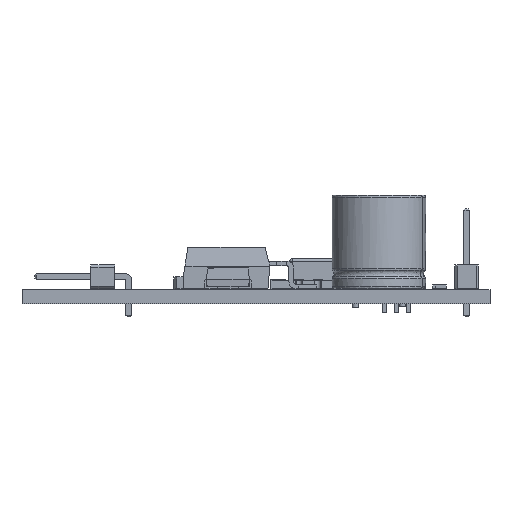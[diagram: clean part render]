
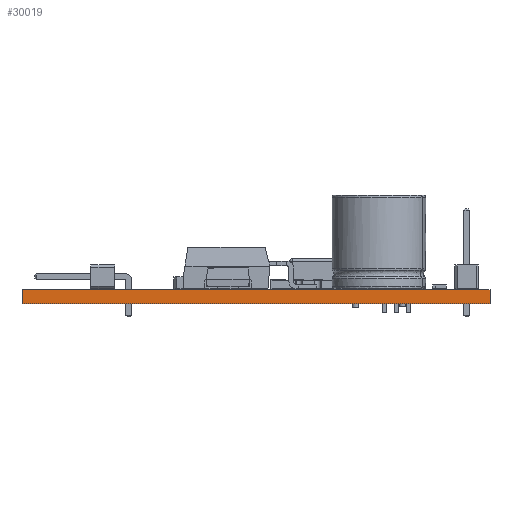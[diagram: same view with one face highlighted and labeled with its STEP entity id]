
A CAD part, left-side view. The second image highlights one B-rep face of the part: STEP entity #30019.
In plain terms, the highlighted planar face has unit normal (-1, 0, 0).
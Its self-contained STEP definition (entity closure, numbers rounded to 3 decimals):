
#28452 = VERTEX_POINT('',#28453);
#28453 = CARTESIAN_POINT('',(31.5,-21.5,0.));
#28459 = EDGE_CURVE('',#28460,#28452,#28462,.T.);
#28460 = VERTEX_POINT('',#28461);
#28461 = CARTESIAN_POINT('',(31.5,-71.5,0.));
#28462 = LINE('',#28463,#28464);
#28463 = CARTESIAN_POINT('',(31.5,-71.5,0.));
#28464 = VECTOR('',#28465,1.);
#28465 = DIRECTION('',(0.,1.,0.));
#29222 = VERTEX_POINT('',#29223);
#29223 = CARTESIAN_POINT('',(31.5,-21.5,1.51));
#29229 = EDGE_CURVE('',#29230,#29222,#29232,.T.);
#29230 = VERTEX_POINT('',#29231);
#29231 = CARTESIAN_POINT('',(31.5,-71.5,1.51));
#29232 = LINE('',#29233,#29234);
#29233 = CARTESIAN_POINT('',(31.5,-71.5,1.51));
#29234 = VECTOR('',#29235,1.);
#29235 = DIRECTION('',(0.,1.,0.));
#29989 = EDGE_CURVE('',#28452,#29222,#29990,.T.);
#29990 = LINE('',#29991,#29992);
#29991 = CARTESIAN_POINT('',(31.5,-21.5,0.));
#29992 = VECTOR('',#29993,1.);
#29993 = DIRECTION('',(0.,0.,1.));
#30008 = EDGE_CURVE('',#28460,#29230,#30009,.T.);
#30009 = LINE('',#30010,#30011);
#30010 = CARTESIAN_POINT('',(31.5,-71.5,0.));
#30011 = VECTOR('',#30012,1.);
#30012 = DIRECTION('',(0.,0.,1.));
#30019 = ADVANCED_FACE('',(#30020),#30026,.T.);
#30020 = FACE_BOUND('',#30021,.T.);
#30021 = EDGE_LOOP('',(#30022,#30023,#30024,#30025));
#30022 = ORIENTED_EDGE('',*,*,#30008,.T.);
#30023 = ORIENTED_EDGE('',*,*,#29229,.T.);
#30024 = ORIENTED_EDGE('',*,*,#29989,.F.);
#30025 = ORIENTED_EDGE('',*,*,#28459,.F.);
#30026 = PLANE('',#30027);
#30027 = AXIS2_PLACEMENT_3D('',#30028,#30029,#30030);
#30028 = CARTESIAN_POINT('',(31.5,-71.5,0.));
#30029 = DIRECTION('',(-1.,0.,0.));
#30030 = DIRECTION('',(0.,1.,0.));
